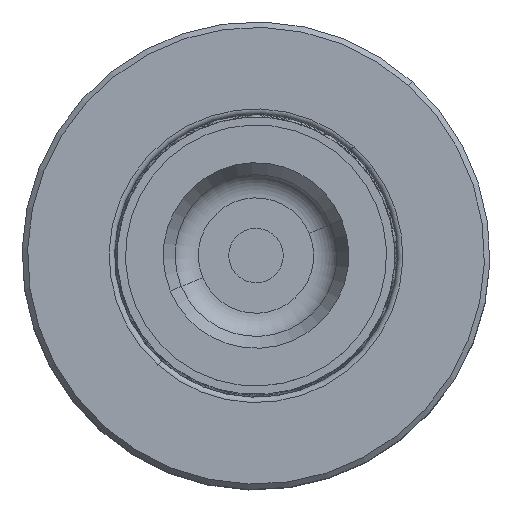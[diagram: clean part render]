
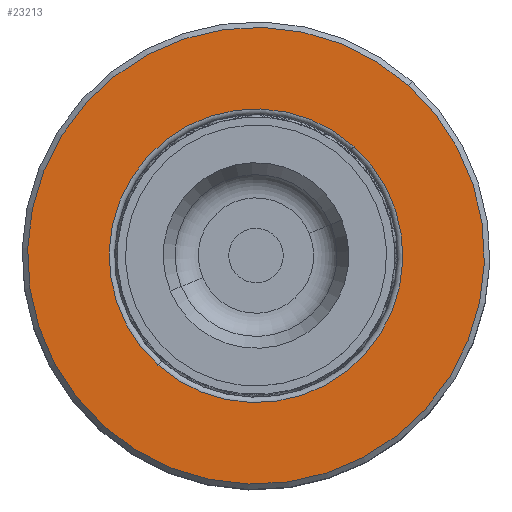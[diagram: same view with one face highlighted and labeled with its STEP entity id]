
A CAD part, top view. The second image highlights one B-rep face of the part: STEP entity #23213.
In plain terms, the highlighted face is planar.
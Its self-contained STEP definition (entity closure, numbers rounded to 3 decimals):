
#170 = CARTESIAN_POINT ( 'NONE',  ( 0., 15.687, 0. ) ) ;
#380 = ORIENTED_EDGE ( 'NONE', *, *, #38817, .F. ) ;
#1283 = CARTESIAN_POINT ( 'NONE',  ( 0., 15.687, 21. ) ) ;
#2855 = AXIS2_PLACEMENT_3D ( 'NONE', #170, #6488, #15384 ) ;
#2908 = DIRECTION ( 'NONE',  ( 0., -1., 0. ) ) ;
#3335 = CARTESIAN_POINT ( 'NONE',  ( 0., 15.687, 13.5 ) ) ;
#5238 = VERTEX_POINT ( 'NONE', #9671 ) ;
#6288 = PLANE ( 'NONE',  #25800 ) ;
#6361 = VERTEX_POINT ( 'NONE', #3335 ) ;
#6488 = DIRECTION ( 'NONE',  ( 0., -1., 0. ) ) ;
#6785 = AXIS2_PLACEMENT_3D ( 'NONE', #38536, #32961, #22272 ) ;
#7671 = FACE_OUTER_BOUND ( 'NONE', #32654, .T. ) ;
#9022 = CIRCLE ( 'NONE', #2855, 21. ) ;
#9134 = DIRECTION ( 'NONE',  ( 0., 0., -1. ) ) ;
#9671 = CARTESIAN_POINT ( 'NONE',  ( 0., 15.687, -13.5 ) ) ;
#10541 = CIRCLE ( 'NONE', #6785, 21. ) ;
#10925 = AXIS2_PLACEMENT_3D ( 'NONE', #27855, #31460, #24952 ) ;
#12651 = DIRECTION ( 'NONE',  ( 0., 1., 0. ) ) ;
#15384 = DIRECTION ( 'NONE',  ( 0., 0., -1. ) ) ;
#17035 = ORIENTED_EDGE ( 'NONE', *, *, #21089, .T. ) ;
#21089 = EDGE_CURVE ( 'NONE', #5238, #6361, #35541, .T. ) ;
#22272 = DIRECTION ( 'NONE',  ( 0., 0., -1. ) ) ;
#23213 = ADVANCED_FACE ( 'NONE', ( #35504, #7671 ), #6288, .T. ) ;
#24952 = DIRECTION ( 'NONE',  ( 0., 0., -1. ) ) ;
#25103 = EDGE_LOOP ( 'NONE', ( #17035, #31398 ) ) ;
#25211 = DIRECTION ( 'NONE',  ( 0., 0., 1. ) ) ;
#25800 = AXIS2_PLACEMENT_3D ( 'NONE', #37835, #12651, #25211 ) ;
#27855 = CARTESIAN_POINT ( 'NONE',  ( 0., 15.687, 0. ) ) ;
#28037 = EDGE_CURVE ( 'NONE', #6361, #5238, #32871, .T. ) ;
#28372 = ORIENTED_EDGE ( 'NONE', *, *, #37167, .F. ) ;
#28986 = VERTEX_POINT ( 'NONE', #1283 ) ;
#31398 = ORIENTED_EDGE ( 'NONE', *, *, #28037, .T. ) ;
#31460 = DIRECTION ( 'NONE',  ( 0., -1., 0. ) ) ;
#32337 = VERTEX_POINT ( 'NONE', #37734 ) ;
#32654 = EDGE_LOOP ( 'NONE', ( #28372, #380 ) ) ;
#32871 = CIRCLE ( 'NONE', #10925, 13.5 ) ;
#32961 = DIRECTION ( 'NONE',  ( 0., -1., 0. ) ) ;
#34966 = CARTESIAN_POINT ( 'NONE',  ( 0., 15.687, 0. ) ) ;
#35504 = FACE_BOUND ( 'NONE', #25103, .T. ) ;
#35541 = CIRCLE ( 'NONE', #40143, 13.5 ) ;
#37167 = EDGE_CURVE ( 'NONE', #32337, #28986, #10541, .T. ) ;
#37734 = CARTESIAN_POINT ( 'NONE',  ( 0., 15.687, -21. ) ) ;
#37835 = CARTESIAN_POINT ( 'NONE',  ( 21., 15.687, 0. ) ) ;
#38536 = CARTESIAN_POINT ( 'NONE',  ( 0., 15.687, 0. ) ) ;
#38817 = EDGE_CURVE ( 'NONE', #28986, #32337, #9022, .T. ) ;
#40143 = AXIS2_PLACEMENT_3D ( 'NONE', #34966, #2908, #9134 ) ;
